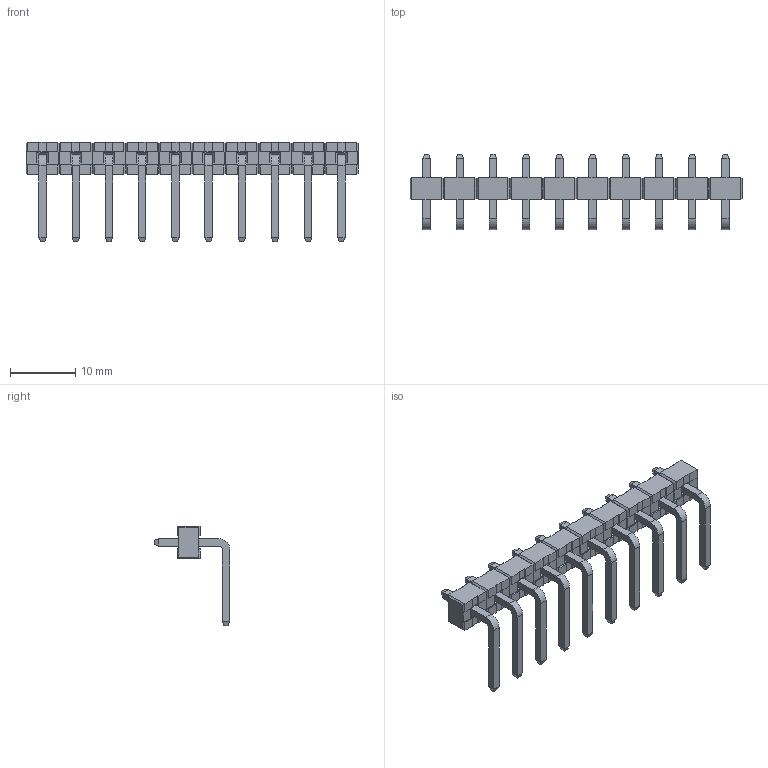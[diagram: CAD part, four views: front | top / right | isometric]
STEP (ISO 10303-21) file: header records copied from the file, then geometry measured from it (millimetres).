
FILE_DESCRIPTION( ('This file contains a STEP AP42 implementation' ,'as created by ZW3D STEP Interface translator.') ,'2;1' );
FILE_NAME( '1935-1110XXR232XXXX.stp' ,'23 321.102123', (''), ('ZWCAD Software Co.'), 'Version 1.0', 'ZW3D to STEP translator', '' );
FILE_SCHEMA(('AUTOMOTIVE_DESIGN { 1 0 10303 214 1 1 1 1 }'));
Length unit declared in the file: millimetre
Products named in the file (2): 0; 1935-1120XXR232XXXX
Bounding box: 50.8 x 11.54 x 15.3 mm (x, y, z)
Volume: 1087 mm3; surface area: 2122.1 mm2
Topology: 11 solids, 11 shells, 622 faces, 1564 edges, 964 vertices
Faces by surface type: plane 602, cylinder 20
Entity records: 18619 total; most frequent: CARTESIAN_POINT 3151, ORIENTED_EDGE 3128, DIRECTION 2850, EDGE_CURVE 1564, VECTOR 1524, LINE 1524, VERTEX_POINT 964, AXIS2_PLACEMENT_3D 663
